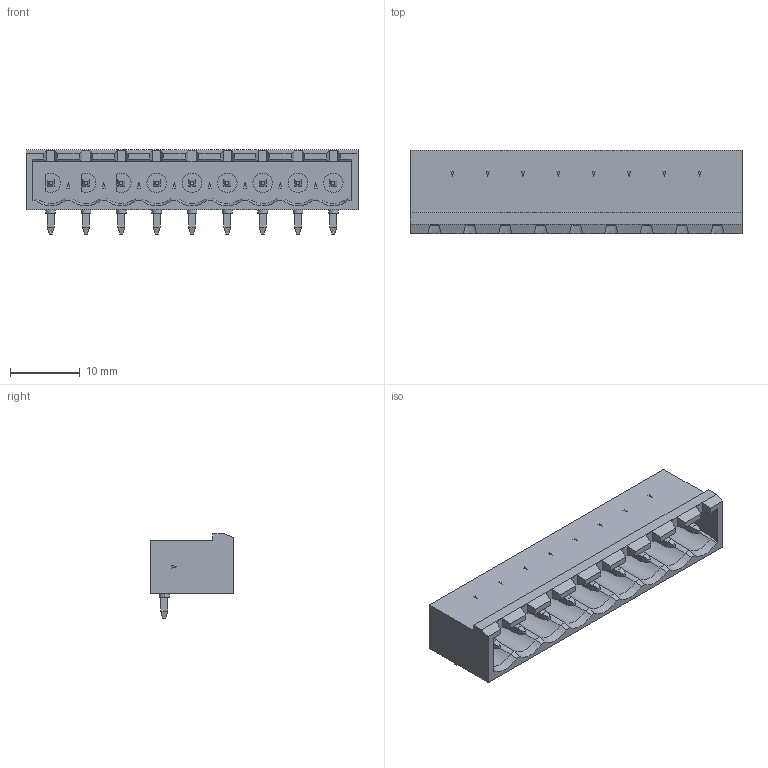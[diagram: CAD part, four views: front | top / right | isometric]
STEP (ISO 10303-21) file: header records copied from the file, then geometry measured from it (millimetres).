
FILE_DESCRIPTION((''),'2;1');
FILE_NAME('PHOENIX_1757310.stp','2010-02-10T15:29:49',(''),(''),'Mechanical Desktop 2010','Mechanical Desktop 2010',', , ');
FILE_SCHEMA(('AUTOMOTIVE_DESIGN { 1 2 10303 214 1 1 1 1 }'));
Length unit declared in the file: millimetre
Products named in the file (1): Product
Bounding box: 47.72 x 12 x 12.1 mm (x, y, z)
Volume: 2387.9 mm3; surface area: 3579 mm2
Topology: 37 solids, 37 shells, 497 faces, 1098 edges, 705 vertices
Faces by surface type: plane 418, cylinder 61, sphere 9, cone 9
Entity records: 13620 total; most frequent: CARTESIAN_POINT 2517, DIRECTION 2216, ORIENTED_EDGE 2196, EDGE_CURVE 1098, VECTOR 940, LINE 940, VERTEX_POINT 705, AXIS2_PLACEMENT_3D 638
